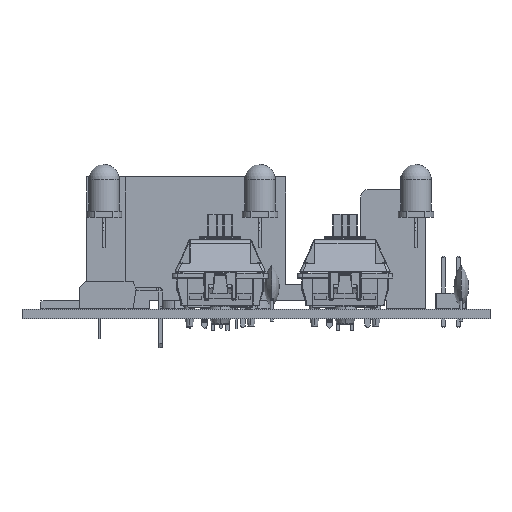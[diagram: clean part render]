
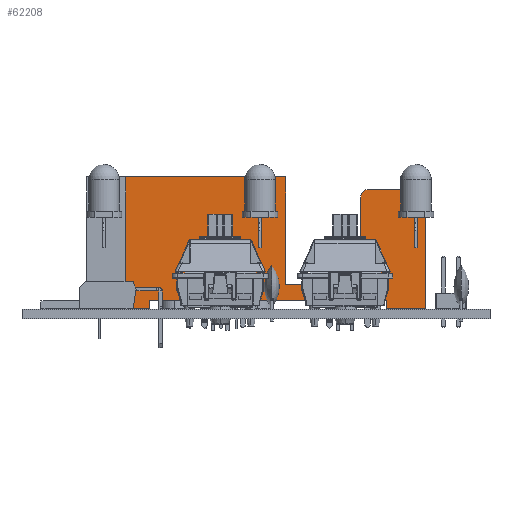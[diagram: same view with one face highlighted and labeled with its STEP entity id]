
A CAD part, front view. The second image highlights one B-rep face of the part: STEP entity #62208.
In plain terms, the highlighted face is planar.
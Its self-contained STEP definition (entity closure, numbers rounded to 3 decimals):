
#61442 = VERTEX_POINT('',#61443);
#61443 = CARTESIAN_POINT('',(-4.826,3.937,-15.062));
#61449 = EDGE_CURVE('',#61442,#61450,#61452,.T.);
#61450 = VERTEX_POINT('',#61451);
#61451 = CARTESIAN_POINT('',(-17.018,3.937,-15.062));
#61452 = LINE('',#61453,#61454);
#61453 = CARTESIAN_POINT('',(0.,3.937,-15.062));
#61454 = VECTOR('',#61455,1.);
#61455 = DIRECTION('',(-1.,-0.,0.));
#62002 = VERTEX_POINT('',#62003);
#62003 = CARTESIAN_POINT('',(-27.559,0.,-15.062));
#62100 = VERTEX_POINT('',#62101);
#62101 = CARTESIAN_POINT('',(-27.559,18.161,-15.062));
#62107 = EDGE_CURVE('',#62100,#62002,#62108,.T.);
#62108 = LINE('',#62109,#62110);
#62109 = CARTESIAN_POINT('',(-27.559,3.937,-15.062));
#62110 = VECTOR('',#62111,1.);
#62111 = DIRECTION('',(-0.,-1.,0.));
#62208 = ADVANCED_FACE('',(#62209),#62307,.T.);
#62209 = FACE_BOUND('',#62210,.T.);
#62210 = EDGE_LOOP('',(#62211,#62221,#62229,#62237,#62245,#62251,#62252,
    #62261,#62269,#62278,#62284,#62285,#62293,#62301));
#62211 = ORIENTED_EDGE('',*,*,#62212,.T.);
#62212 = EDGE_CURVE('',#62213,#62215,#62217,.T.);
#62213 = VERTEX_POINT('',#62214);
#62214 = CARTESIAN_POINT('',(21.209,0.,-15.062));
#62215 = VERTEX_POINT('',#62216);
#62216 = CARTESIAN_POINT('',(17.399,0.,-15.062));
#62217 = LINE('',#62218,#62219);
#62218 = CARTESIAN_POINT('',(0.,0.,-15.062));
#62219 = VECTOR('',#62220,1.);
#62220 = DIRECTION('',(-1.,0.,-0.));
#62221 = ORIENTED_EDGE('',*,*,#62222,.T.);
#62222 = EDGE_CURVE('',#62215,#62223,#62225,.T.);
#62223 = VERTEX_POINT('',#62224);
#62224 = CARTESIAN_POINT('',(17.399,1.397,-15.062));
#62225 = LINE('',#62226,#62227);
#62226 = CARTESIAN_POINT('',(17.399,0.,-15.062));
#62227 = VECTOR('',#62228,1.);
#62228 = DIRECTION('',(0.,1.,0.));
#62229 = ORIENTED_EDGE('',*,*,#62230,.T.);
#62230 = EDGE_CURVE('',#62223,#62231,#62233,.T.);
#62231 = VERTEX_POINT('',#62232);
#62232 = CARTESIAN_POINT('',(-21.209,1.397,-15.062));
#62233 = LINE('',#62234,#62235);
#62234 = CARTESIAN_POINT('',(0.,1.397,-15.062));
#62235 = VECTOR('',#62236,1.);
#62236 = DIRECTION('',(-1.,0.,-0.));
#62237 = ORIENTED_EDGE('',*,*,#62238,.F.);
#62238 = EDGE_CURVE('',#62239,#62231,#62241,.T.);
#62239 = VERTEX_POINT('',#62240);
#62240 = CARTESIAN_POINT('',(-21.209,0.,-15.062));
#62241 = LINE('',#62242,#62243);
#62242 = CARTESIAN_POINT('',(-21.209,0.,-15.062));
#62243 = VECTOR('',#62244,1.);
#62244 = DIRECTION('',(0.,1.,0.));
#62245 = ORIENTED_EDGE('',*,*,#62246,.T.);
#62246 = EDGE_CURVE('',#62239,#62002,#62247,.T.);
#62247 = LINE('',#62248,#62249);
#62248 = CARTESIAN_POINT('',(0.,0.,-15.062));
#62249 = VECTOR('',#62250,1.);
#62250 = DIRECTION('',(-1.,0.,-0.));
#62251 = ORIENTED_EDGE('',*,*,#62107,.F.);
#62252 = ORIENTED_EDGE('',*,*,#62253,.T.);
#62253 = EDGE_CURVE('',#62100,#62254,#62256,.T.);
#62254 = VERTEX_POINT('',#62255);
#62255 = CARTESIAN_POINT('',(-26.289,19.431,-15.062));
#62256 = CIRCLE('',#62257,1.27);
#62257 = AXIS2_PLACEMENT_3D('',#62258,#62259,#62260);
#62258 = CARTESIAN_POINT('',(-26.289,18.161,-15.062));
#62259 = DIRECTION('',(0.,0.,-1.));
#62260 = DIRECTION('',(-1.,0.,0.));
#62261 = ORIENTED_EDGE('',*,*,#62262,.T.);
#62262 = EDGE_CURVE('',#62254,#62263,#62265,.T.);
#62263 = VERTEX_POINT('',#62264);
#62264 = CARTESIAN_POINT('',(-18.288,19.431,-15.062));
#62265 = LINE('',#62266,#62267);
#62266 = CARTESIAN_POINT('',(0.,19.431,-15.062));
#62267 = VECTOR('',#62268,1.);
#62268 = DIRECTION('',(1.,-0.,0.));
#62269 = ORIENTED_EDGE('',*,*,#62270,.T.);
#62270 = EDGE_CURVE('',#62263,#62271,#62273,.T.);
#62271 = VERTEX_POINT('',#62272);
#62272 = CARTESIAN_POINT('',(-17.018,18.161,-15.062));
#62273 = CIRCLE('',#62274,1.27);
#62274 = AXIS2_PLACEMENT_3D('',#62275,#62276,#62277);
#62275 = CARTESIAN_POINT('',(-18.288,18.161,-15.062));
#62276 = DIRECTION('',(0.,0.,-1.));
#62277 = DIRECTION('',(1.,0.,0.));
#62278 = ORIENTED_EDGE('',*,*,#62279,.T.);
#62279 = EDGE_CURVE('',#62271,#61450,#62280,.T.);
#62280 = LINE('',#62281,#62282);
#62281 = CARTESIAN_POINT('',(-17.018,3.937,-15.062));
#62282 = VECTOR('',#62283,1.);
#62283 = DIRECTION('',(-0.,-1.,-0.));
#62284 = ORIENTED_EDGE('',*,*,#61449,.F.);
#62285 = ORIENTED_EDGE('',*,*,#62286,.T.);
#62286 = EDGE_CURVE('',#61442,#62287,#62289,.T.);
#62287 = VERTEX_POINT('',#62288);
#62288 = CARTESIAN_POINT('',(-4.826,21.463,-15.062));
#62289 = LINE('',#62290,#62291);
#62290 = CARTESIAN_POINT('',(-4.826,3.937,-15.062));
#62291 = VECTOR('',#62292,1.);
#62292 = DIRECTION('',(0.,1.,0.));
#62293 = ORIENTED_EDGE('',*,*,#62294,.T.);
#62294 = EDGE_CURVE('',#62287,#62295,#62297,.T.);
#62295 = VERTEX_POINT('',#62296);
#62296 = CARTESIAN_POINT('',(21.209,21.463,-15.062));
#62297 = LINE('',#62298,#62299);
#62298 = CARTESIAN_POINT('',(0.,21.463,-15.062));
#62299 = VECTOR('',#62300,1.);
#62300 = DIRECTION('',(1.,-0.,0.));
#62301 = ORIENTED_EDGE('',*,*,#62302,.T.);
#62302 = EDGE_CURVE('',#62295,#62213,#62303,.T.);
#62303 = LINE('',#62304,#62305);
#62304 = CARTESIAN_POINT('',(21.209,3.937,-15.062));
#62305 = VECTOR('',#62306,1.);
#62306 = DIRECTION('',(-0.,-1.,-0.));
#62307 = PLANE('',#62308);
#62308 = AXIS2_PLACEMENT_3D('',#62309,#62310,#62311);
#62309 = CARTESIAN_POINT('',(0.,3.937,-15.062));
#62310 = DIRECTION('',(0.,0.,-1.));
#62311 = DIRECTION('',(-1.,0.,-0.));
